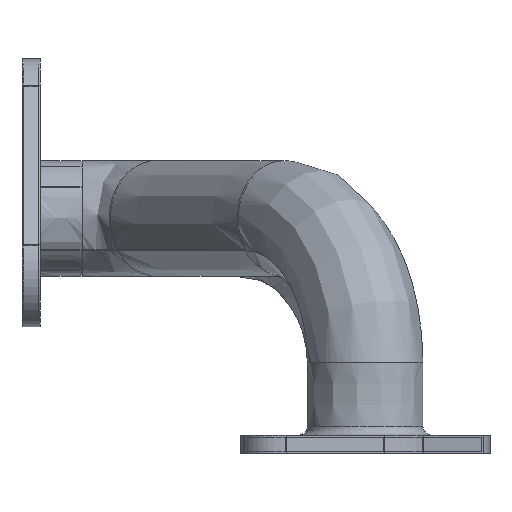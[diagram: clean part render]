
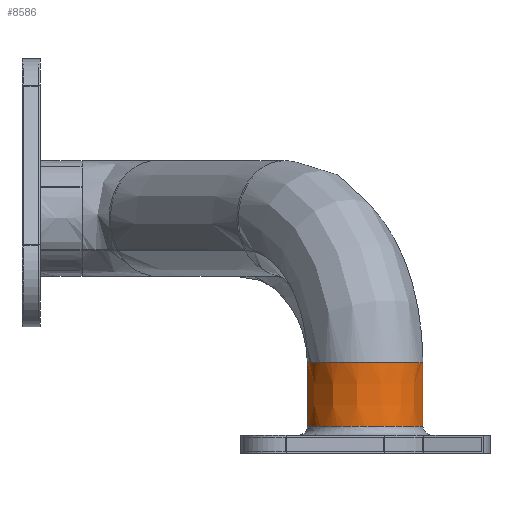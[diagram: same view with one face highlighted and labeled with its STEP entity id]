
A CAD part, left-side view. The second image highlights one B-rep face of the part: STEP entity #8586.
In plain terms, the highlighted free-form (B-spline) face has degree [3, 5] with [4, 18] control points.
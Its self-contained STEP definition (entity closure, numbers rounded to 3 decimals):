
#5536=CARTESIAN_POINT('Vertex',(0.,32.,50.)) ;
#5540=CARTESIAN_POINT('Control Point',(0.,32.,50.)) ;
#5541=CARTESIAN_POINT('Control Point',(-3.2,32.,50.)) ;
#5542=CARTESIAN_POINT('Control Point',(-6.4,31.6,50.)) ;
#5543=CARTESIAN_POINT('Control Point',(-9.525,30.8,50.)) ;
#5544=CARTESIAN_POINT('Control Point',(-15.475,28.451,50.)) ;
#5545=CARTESIAN_POINT('Control Point',(-20.601,24.786,50.)) ;
#5546=CARTESIAN_POINT('Control Point',(-22.9,22.669,50.)) ;
#5547=CARTESIAN_POINT('Control Point',(-26.893,17.988,50.)) ;
#5548=CARTESIAN_POINT('Control Point',(-29.611,12.664,50.)) ;
#5549=CARTESIAN_POINT('Control Point',(-30.634,9.904,50.)) ;
#5550=CARTESIAN_POINT('Control Point',(-32.018,4.314,50.)) ;
#5551=CARTESIAN_POINT('Control Point',(-32.152,-1.214,50.)) ;
#5552=CARTESIAN_POINT('Control Point',(-31.926,-3.912,50.)) ;
#5553=CARTESIAN_POINT('Control Point',(-30.459,-11.684,50.)) ;
#5554=CARTESIAN_POINT('Control Point',(-26.941,-18.258,50.)) ;
#5555=CARTESIAN_POINT('Control Point',(-23.966,-21.894,50.)) ;
#5556=CARTESIAN_POINT('Control Point',(-17.348,-27.667,50.)) ;
#5557=CARTESIAN_POINT('Control Point',(-10.151,-30.702,50.)) ;
#5558=CARTESIAN_POINT('Control Point',(-6.6,-31.6,50.)) ;
#5559=CARTESIAN_POINT('Control Point',(-3.2,-32.,50.)) ;
#5560=CARTESIAN_POINT('Control Point',(0.,-32.,50.)) ;
#5561=CARTESIAN_POINT('Vertex',(0.,-32.,50.)) ;
#8473=CARTESIAN_POINT('Control Point',(0.,32.,15.)) ;
#8474=CARTESIAN_POINT('Control Point',(-6.4,32.,15.)) ;
#8475=CARTESIAN_POINT('Control Point',(-12.803,30.402,15.)) ;
#8476=CARTESIAN_POINT('Control Point',(-18.589,27.19,15.)) ;
#8477=CARTESIAN_POINT('Control Point',(-25.534,20.649,15.)) ;
#8478=CARTESIAN_POINT('Control Point',(-29.612,12.664,15.)) ;
#8479=CARTESIAN_POINT('Control Point',(-30.634,9.904,15.)) ;
#8480=CARTESIAN_POINT('Control Point',(-32.018,4.314,15.)) ;
#8481=CARTESIAN_POINT('Control Point',(-32.152,-1.214,15.)) ;
#8482=CARTESIAN_POINT('Control Point',(-31.926,-3.912,15.)) ;
#8483=CARTESIAN_POINT('Control Point',(-30.459,-11.684,15.)) ;
#8484=CARTESIAN_POINT('Control Point',(-26.941,-18.258,15.)) ;
#8485=CARTESIAN_POINT('Control Point',(-23.965,-21.894,15.)) ;
#8486=CARTESIAN_POINT('Control Point',(-17.349,-27.667,15.)) ;
#8487=CARTESIAN_POINT('Control Point',(-10.15,-30.702,15.)) ;
#8488=CARTESIAN_POINT('Control Point',(-6.6,-31.6,15.)) ;
#8489=CARTESIAN_POINT('Control Point',(-3.2,-32.,15.)) ;
#8490=CARTESIAN_POINT('Control Point',(0.,-32.,15.)) ;
#8491=CARTESIAN_POINT('Control Point',(0.,32.,26.667)) ;
#8492=CARTESIAN_POINT('Control Point',(-6.4,32.,26.667)) ;
#8493=CARTESIAN_POINT('Control Point',(-12.803,30.402,26.667)) ;
#8494=CARTESIAN_POINT('Control Point',(-18.589,27.19,26.667)) ;
#8495=CARTESIAN_POINT('Control Point',(-25.534,20.649,26.667)) ;
#8496=CARTESIAN_POINT('Control Point',(-29.612,12.664,26.667)) ;
#8497=CARTESIAN_POINT('Control Point',(-30.634,9.904,26.667)) ;
#8498=CARTESIAN_POINT('Control Point',(-32.018,4.314,26.667)) ;
#8499=CARTESIAN_POINT('Control Point',(-32.152,-1.214,26.667)) ;
#8500=CARTESIAN_POINT('Control Point',(-31.926,-3.912,26.667)) ;
#8501=CARTESIAN_POINT('Control Point',(-30.459,-11.684,26.667)) ;
#8502=CARTESIAN_POINT('Control Point',(-26.941,-18.258,26.667)) ;
#8503=CARTESIAN_POINT('Control Point',(-23.965,-21.894,26.667)) ;
#8504=CARTESIAN_POINT('Control Point',(-17.349,-27.667,26.667)) ;
#8505=CARTESIAN_POINT('Control Point',(-10.15,-30.702,26.667)) ;
#8506=CARTESIAN_POINT('Control Point',(-6.6,-31.6,26.667)) ;
#8507=CARTESIAN_POINT('Control Point',(-3.2,-32.,26.667)) ;
#8508=CARTESIAN_POINT('Control Point',(0.,-32.,26.667)) ;
#8509=CARTESIAN_POINT('Control Point',(0.,32.,38.333)) ;
#8510=CARTESIAN_POINT('Control Point',(-6.4,32.,38.333)) ;
#8511=CARTESIAN_POINT('Control Point',(-12.803,30.402,38.333)) ;
#8512=CARTESIAN_POINT('Control Point',(-18.589,27.19,38.333)) ;
#8513=CARTESIAN_POINT('Control Point',(-25.534,20.649,38.333)) ;
#8514=CARTESIAN_POINT('Control Point',(-29.612,12.664,38.333)) ;
#8515=CARTESIAN_POINT('Control Point',(-30.634,9.904,38.333)) ;
#8516=CARTESIAN_POINT('Control Point',(-32.018,4.314,38.333)) ;
#8517=CARTESIAN_POINT('Control Point',(-32.152,-1.214,38.333)) ;
#8518=CARTESIAN_POINT('Control Point',(-31.926,-3.912,38.333)) ;
#8519=CARTESIAN_POINT('Control Point',(-30.459,-11.684,38.333)) ;
#8520=CARTESIAN_POINT('Control Point',(-26.941,-18.258,38.333)) ;
#8521=CARTESIAN_POINT('Control Point',(-23.965,-21.894,38.333)) ;
#8522=CARTESIAN_POINT('Control Point',(-17.349,-27.667,38.333)) ;
#8523=CARTESIAN_POINT('Control Point',(-10.15,-30.702,38.333)) ;
#8524=CARTESIAN_POINT('Control Point',(-6.6,-31.6,38.333)) ;
#8525=CARTESIAN_POINT('Control Point',(-3.2,-32.,38.333)) ;
#8526=CARTESIAN_POINT('Control Point',(0.,-32.,38.333)) ;
#8527=CARTESIAN_POINT('Control Point',(0.,32.,50.)) ;
#8528=CARTESIAN_POINT('Control Point',(-6.4,32.,50.)) ;
#8529=CARTESIAN_POINT('Control Point',(-12.803,30.402,50.)) ;
#8530=CARTESIAN_POINT('Control Point',(-18.589,27.19,50.)) ;
#8531=CARTESIAN_POINT('Control Point',(-25.534,20.649,50.)) ;
#8532=CARTESIAN_POINT('Control Point',(-29.612,12.664,50.)) ;
#8533=CARTESIAN_POINT('Control Point',(-30.634,9.904,50.)) ;
#8534=CARTESIAN_POINT('Control Point',(-32.018,4.314,50.)) ;
#8535=CARTESIAN_POINT('Control Point',(-32.152,-1.214,50.)) ;
#8536=CARTESIAN_POINT('Control Point',(-31.926,-3.912,50.)) ;
#8537=CARTESIAN_POINT('Control Point',(-30.459,-11.684,50.)) ;
#8538=CARTESIAN_POINT('Control Point',(-26.941,-18.258,50.)) ;
#8539=CARTESIAN_POINT('Control Point',(-23.965,-21.894,50.)) ;
#8540=CARTESIAN_POINT('Control Point',(-17.349,-27.667,50.)) ;
#8541=CARTESIAN_POINT('Control Point',(-10.15,-30.702,50.)) ;
#8542=CARTESIAN_POINT('Control Point',(-6.6,-31.6,50.)) ;
#8543=CARTESIAN_POINT('Control Point',(-3.2,-32.,50.)) ;
#8544=CARTESIAN_POINT('Control Point',(0.,-32.,50.)) ;
#8546=CARTESIAN_POINT('Control Point',(0.,32.,15.)) ;
#8547=CARTESIAN_POINT('Control Point',(-3.2,32.,15.)) ;
#8548=CARTESIAN_POINT('Control Point',(-6.4,31.6,15.)) ;
#8549=CARTESIAN_POINT('Control Point',(-9.525,30.8,15.)) ;
#8550=CARTESIAN_POINT('Control Point',(-15.475,28.451,15.)) ;
#8551=CARTESIAN_POINT('Control Point',(-20.601,24.786,15.)) ;
#8552=CARTESIAN_POINT('Control Point',(-22.9,22.669,15.)) ;
#8553=CARTESIAN_POINT('Control Point',(-26.893,17.988,15.)) ;
#8554=CARTESIAN_POINT('Control Point',(-29.611,12.664,15.)) ;
#8555=CARTESIAN_POINT('Control Point',(-30.634,9.904,15.)) ;
#8556=CARTESIAN_POINT('Control Point',(-32.018,4.314,15.)) ;
#8557=CARTESIAN_POINT('Control Point',(-32.152,-1.214,15.)) ;
#8558=CARTESIAN_POINT('Control Point',(-31.926,-3.912,15.)) ;
#8559=CARTESIAN_POINT('Control Point',(-30.459,-11.684,15.)) ;
#8560=CARTESIAN_POINT('Control Point',(-26.941,-18.258,15.)) ;
#8561=CARTESIAN_POINT('Control Point',(-23.966,-21.894,15.)) ;
#8562=CARTESIAN_POINT('Control Point',(-17.348,-27.667,15.)) ;
#8563=CARTESIAN_POINT('Control Point',(-10.151,-30.702,15.)) ;
#8564=CARTESIAN_POINT('Control Point',(-6.6,-31.6,15.)) ;
#8565=CARTESIAN_POINT('Control Point',(-3.2,-32.,15.)) ;
#8566=CARTESIAN_POINT('Control Point',(0.,-32.,15.)) ;
#8567=CARTESIAN_POINT('Vertex',(0.,-32.,15.)) ;
#8569=CARTESIAN_POINT('Vertex',(0.,32.,15.)) ;
#8573=CARTESIAN_POINT('Control Point',(0.,-32.,50.)) ;
#8574=CARTESIAN_POINT('Control Point',(0.,-32.,15.)) ;
#8577=CARTESIAN_POINT('Control Point',(0.,32.,50.)) ;
#8578=CARTESIAN_POINT('Control Point',(0.,32.,15.)) ;
#8581=ORIENTED_EDGE('',*,*,#8571,.F.) ;
#8582=ORIENTED_EDGE('',*,*,#8575,.F.) ;
#8583=ORIENTED_EDGE('',*,*,#5563,.F.) ;
#8584=ORIENTED_EDGE('',*,*,#8579,.T.) ;
#8586=ADVANCED_FACE('PartBody',(#8585),#8472,.F.) ;
#5539=B_SPLINE_CURVE_WITH_KNOTS('',5,(#5540,#5541,#5542,#5543,#5544,#5545,#5546,#5547,#5548,#5549,#5550,#5551,#5552,#5553,#5554,#5555,#5556,#5557,#5558,#5559,#5560),.UNSPECIFIED.,.F.,.U.,(6,3,3,3,3,3,6),(94.248,106.029,117.81,129.591,141.372,164.934,188.496),.UNSPECIFIED.) ;
#8545=B_SPLINE_CURVE_WITH_KNOTS('',5,(#8546,#8547,#8548,#8549,#8550,#8551,#8552,#8553,#8554,#8555,#8556,#8557,#8558,#8559,#8560,#8561,#8562,#8563,#8564,#8565,#8566),.UNSPECIFIED.,.F.,.U.,(6,3,3,3,3,3,6),(94.248,106.029,117.81,129.591,141.372,164.934,188.496),.UNSPECIFIED.) ;
#8572=B_SPLINE_CURVE_WITH_KNOTS('',1,(#8573,#8574),.UNSPECIFIED.,.F.,.U.,(2,2),(-20.,15.),.UNSPECIFIED.) ;
#8576=B_SPLINE_CURVE_WITH_KNOTS('',1,(#8577,#8578),.UNSPECIFIED.,.F.,.U.,(2,2),(-20.,15.),.UNSPECIFIED.) ;
#8472=B_SPLINE_SURFACE_WITH_KNOTS('',3,5,((#8473,#8474,#8475,#8476,#8477,#8478,#8479,#8480,#8481,#8482,#8483,#8484,#8485,#8486,#8487,#8488,#8489,#8490),(#8491,#8492,#8493,#8494,#8495,#8496,#8497,#8498,#8499,#8500,#8501,#8502,#8503,#8504,#8505,#8506,#8507,#8508),(#8509,#8510,#8511,#8512,#8513,#8514,#8515,#8516,#8517,#8518,#8519,#8520,#8521,#8522,#8523,#8524,#8525,#8526),(#8527,#8528,#8529,#8530,#8531,#8532,#8533,#8534,#8535,#8536,#8537,#8538,#8539,#8540,#8541,#8542,#8543,#8544)),.UNSPECIFIED.,.F.,.F.,.U.,(4,4),(6,3,3,3,3,6),(5.,40.),(94.248,117.81,129.591,141.372,164.934,188.496),.UNSPECIFIED.) ;
#5563=EDGE_CURVE('',#5537,#5562,#5539,.T.) ;
#8571=EDGE_CURVE('',#8568,#8570,#8545,.F.) ;
#8575=EDGE_CURVE('',#5562,#8568,#8572,.T.) ;
#8579=EDGE_CURVE('',#5537,#8570,#8576,.T.) ;
#8580=EDGE_LOOP('',(#8581,#8582,#8583,#8584)) ;
#8585=FACE_OUTER_BOUND('',#8580,.T.) ;
#5537=VERTEX_POINT('',#5536) ;
#5562=VERTEX_POINT('',#5561) ;
#8568=VERTEX_POINT('',#8567) ;
#8570=VERTEX_POINT('',#8569) ;
